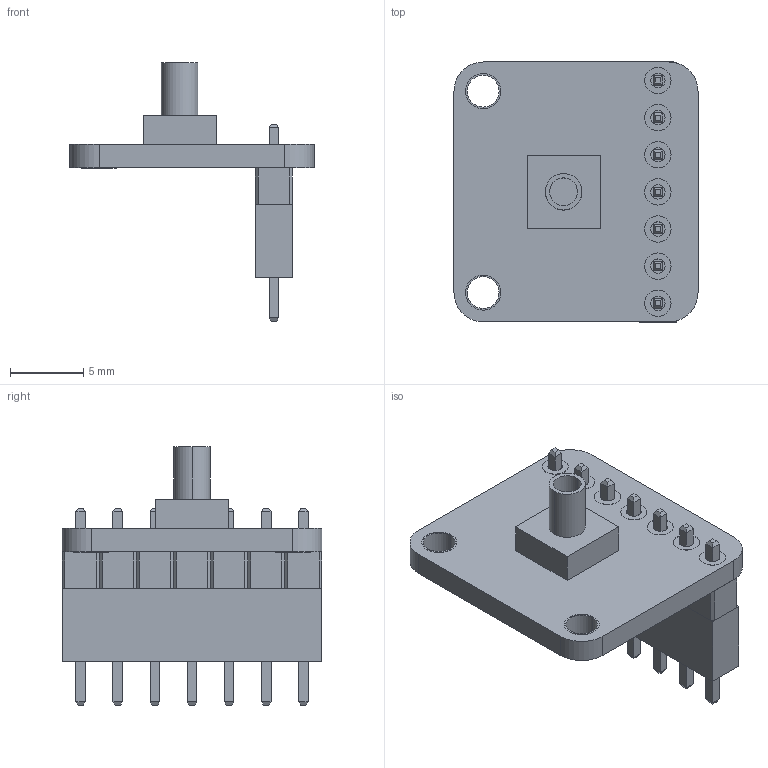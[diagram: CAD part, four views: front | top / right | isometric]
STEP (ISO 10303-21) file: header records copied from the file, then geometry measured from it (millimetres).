
FILE_DESCRIPTION (( 'STEP AP214' ), '1' );
FILE_NAME ('MPRLS.STEP', '2020-04-13T13:14:06', ( '' ), ( '' ), 'SwSTEP 2.0', 'SolidWorks 2019', '' );
FILE_SCHEMA (( 'AUTOMOTIVE_DESIGN' ));
Length unit declared in the file: inch
Products named in the file (4): MPRLS; 1x7malepin; 1x7femalepin; Adafruit_MPRLS
Assembly tree (3 placements, depth 2):
  MPRLS
    Adafruit_MPRLS
    1x7malepin
    1x7femalepin
Bounding box: 16.7 x 17.78 x 17.7 mm (x, y, z)
Volume: 854.9 mm3; surface area: 1549.1 mm2
Topology: 3 solids, 3 shells, 397 faces, 914 edges, 572 vertices
Faces by surface type: plane 335, cylinder 62
Entity records: 16327 total; most frequent: CARTESIAN_POINT 1889, DIRECTION 1844, ORIENTED_EDGE 1828, EDGE_CURVE 914, LINE 790, VECTOR 790, VERTEX_POINT 572, AXIS2_PLACEMENT_3D 527
